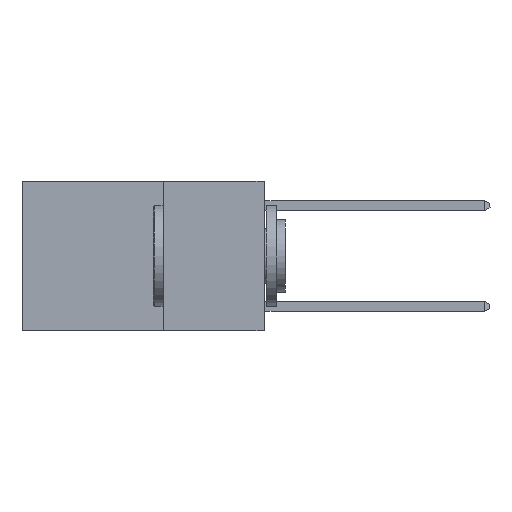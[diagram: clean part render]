
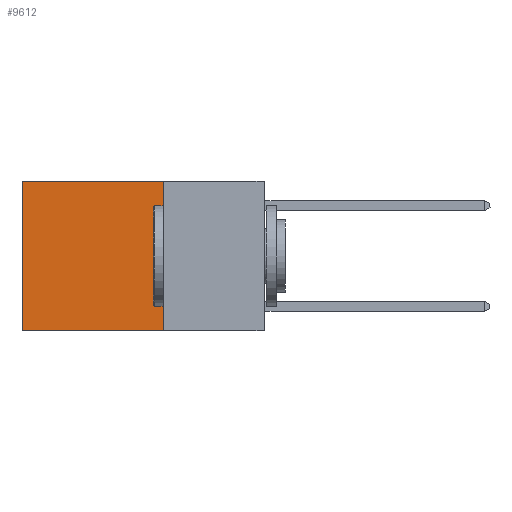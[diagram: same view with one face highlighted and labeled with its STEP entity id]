
A CAD part, left-side view. The second image highlights one B-rep face of the part: STEP entity #9612.
In plain terms, the highlighted planar face has unit normal (-1, 0, 0).
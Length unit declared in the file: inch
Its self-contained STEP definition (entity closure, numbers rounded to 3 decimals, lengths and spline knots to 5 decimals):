
#174 = DIRECTION ( 'NONE',  ( 0., 1., 0. ) ) ;
#747 = LINE ( 'NONE', #8028, #3647 ) ;
#837 = LINE ( 'NONE', #9766, #3744 ) ;
#2019 = VECTOR ( 'NONE', #174, 39.37008 ) ;
#3153 = VERTEX_POINT ( 'NONE', #7698 ) ;
#3482 = ORIENTED_EDGE ( 'NONE', *, *, #6755, .F. ) ;
#3647 = VECTOR ( 'NONE', #3688, 39.37008 ) ;
#3688 = DIRECTION ( 'NONE',  ( 0., 0., -1. ) ) ;
#3744 = VECTOR ( 'NONE', #4655, 39.37008 ) ;
#3811 = CARTESIAN_POINT ( 'NONE',  ( 0.2625, 0.6, -0.37 ) ) ;
#3953 = EDGE_CURVE ( 'NONE', #8124, #8723, #10770, .T. ) ;
#4655 = DIRECTION ( 'NONE',  ( 0., 1., 0. ) ) ;
#4791 = CARTESIAN_POINT ( 'NONE',  ( 0.2625, 0.25, 0. ) ) ;
#4888 = VERTEX_POINT ( 'NONE', #6877 ) ;
#4996 = EDGE_LOOP ( 'NONE', ( #5437, #9121, #3482, #8823 ) ) ;
#5141 = FACE_OUTER_BOUND ( 'NONE', #4996, .T. ) ;
#5437 = ORIENTED_EDGE ( 'NONE', *, *, #7549, .T. ) ;
#5715 = DIRECTION ( 'NONE',  ( 1., 0., 0. ) ) ;
#5771 = CARTESIAN_POINT ( 'NONE',  ( 0.2625, 0.25, 0. ) ) ;
#5816 = CARTESIAN_POINT ( 'NONE',  ( 0.2625, 0.25, -0.37 ) ) ;
#5994 = AXIS2_PLACEMENT_3D ( 'NONE', #4791, #5715, #8277 ) ;
#6755 = EDGE_CURVE ( 'NONE', #4888, #8124, #8076, .T. ) ;
#6877 = CARTESIAN_POINT ( 'NONE',  ( 0.2625, 0.25, 0. ) ) ;
#7549 = EDGE_CURVE ( 'NONE', #3153, #8723, #747, .T. ) ;
#7698 = CARTESIAN_POINT ( 'NONE',  ( 0.2625, 0.6, 0. ) ) ;
#7754 = CARTESIAN_POINT ( 'NONE',  ( 0.2625, 0.25, -0.37 ) ) ;
#7944 = VECTOR ( 'NONE', #9122, 39.37008 ) ;
#8028 = CARTESIAN_POINT ( 'NONE',  ( 0.2625, 0.6, 0. ) ) ;
#8076 = LINE ( 'NONE', #5771, #7944 ) ;
#8124 = VERTEX_POINT ( 'NONE', #5816 ) ;
#8170 = PLANE ( 'NONE',  #5994 ) ;
#8277 = DIRECTION ( 'NONE',  ( 0., 0., -1. ) ) ;
#8723 = VERTEX_POINT ( 'NONE', #3811 ) ;
#8823 = ORIENTED_EDGE ( 'NONE', *, *, #10617, .T. ) ;
#9121 = ORIENTED_EDGE ( 'NONE', *, *, #3953, .F. ) ;
#9122 = DIRECTION ( 'NONE',  ( 0., 0., -1. ) ) ;
#9612 = ADVANCED_FACE ( 'NONE', ( #5141 ), #8170, .F. ) ;
#9766 = CARTESIAN_POINT ( 'NONE',  ( 0.2625, 0.25, 0. ) ) ;
#10617 = EDGE_CURVE ( 'NONE', #4888, #3153, #837, .T. ) ;
#10770 = LINE ( 'NONE', #7754, #2019 ) ;
